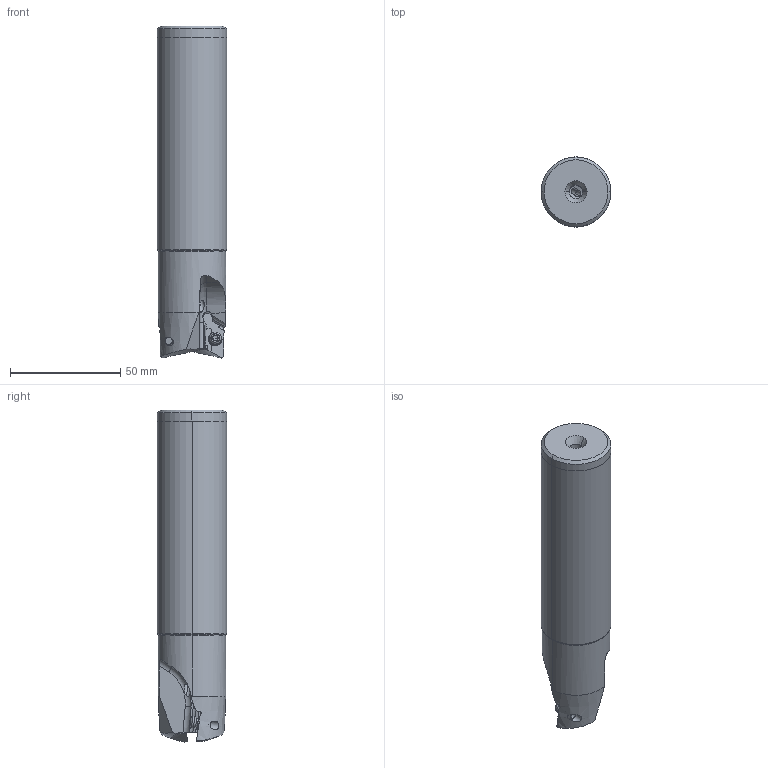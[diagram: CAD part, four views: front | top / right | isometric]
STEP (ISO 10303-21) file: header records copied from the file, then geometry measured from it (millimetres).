
FILE_DESCRIPTION(/* description */ (''),/* implementation_level */ '2;1');
FILE_NAME(/* name */ 'BXD4000R202SA20S.stp',/* time_stamp */ '2021-09-08T11:40:22+09:00',/* author */ (''),/* organization */ (''),/* preprocessor_version */ 'ST-DEVELOPER v16',/* originating_system */ 'SIEMENS PLM Software NX 10.0',/* authorisation */ '');
FILE_SCHEMA (('AUTOMOTIVE_DESIGN { 1 0 10303 214 3 1 1 1 }'));
Length unit declared in the file: millimetre
Products named in the file (1): BXD4000R202SA20S_ASM
Bounding box: 31.75 x 31.75 x 150.84 mm (x, y, z)
Volume: 102475.2 mm3; surface area: 18971.2 mm2
Topology: 3 solids, 3 shells, 199 faces, 602 edges, 420 vertices
Faces by surface type: cylinder 88, plane 51, cone 44, torus 12, sphere 4
Entity records: 8780 total; most frequent: CARTESIAN_POINT 3196, ORIENTED_EDGE 1192, DIRECTION 1133, EDGE_CURVE 596, AXIS2_PLACEMENT_3D 467, VERTEX_POINT 405, CIRCLE 216, EDGE_LOOP 209
